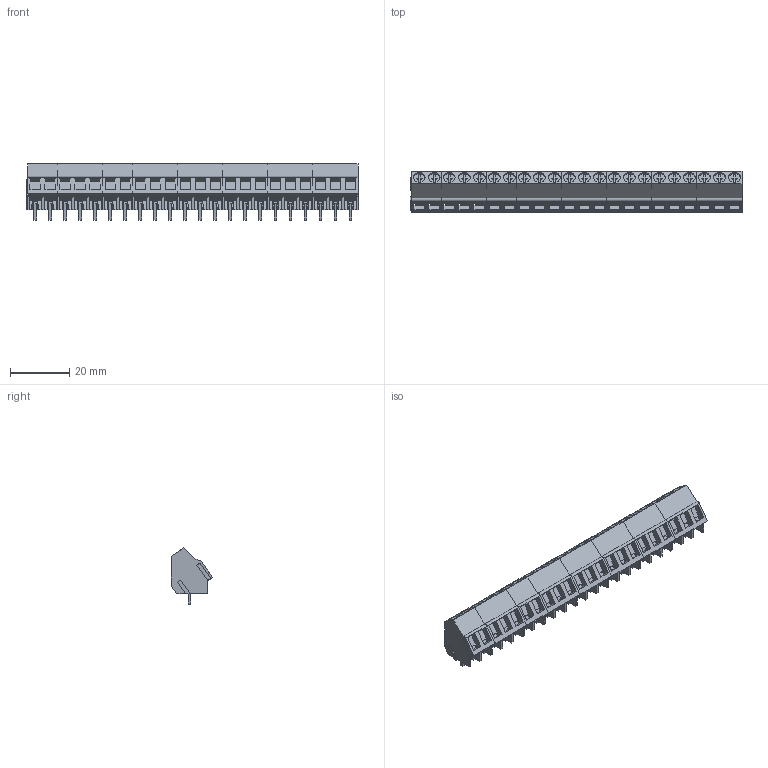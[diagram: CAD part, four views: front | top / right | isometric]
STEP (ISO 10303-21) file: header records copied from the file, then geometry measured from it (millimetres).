
FILE_DESCRIPTION(('CATIA V5 STEP Exchange','CAx-IF Rec.Pracs.--- Model Styling and Organization---1.2---2011-12-15'),'2;1');
FILE_NAME ('D1465171_0_9994730000_9994730000.stp','2018-03-31T05:26:24+00:00',('none'),('Weidmueller'),'CATIA Version 5-6 Release 2014','CATIA V5 STEP AP214','none');
FILE_SCHEMA(('AUTOMOTIVE_DESIGN { 1 0 10303 214 1 1 1 1 }'));
Products named in the file (1): 9994730000
Bounding box: 112.31 x 13.9 x 19 mm (x, y, z)
Volume: 12950.5 mm3; surface area: 14840.9 mm2
Topology: 52 solids, 52 shells, 1800 faces, 5022 edges, 3348 vertices
Faces by surface type: plane 1660, cylinder 140
Entity records: 54153 total; most frequent: ORIENTED_EDGE 10044, CARTESIAN_POINT 9698, DIRECTION 7649, EDGE_CURVE 5022, VECTOR 4654, LINE 4654, VERTEX_POINT 3348, EDGE_LOOP 1866
